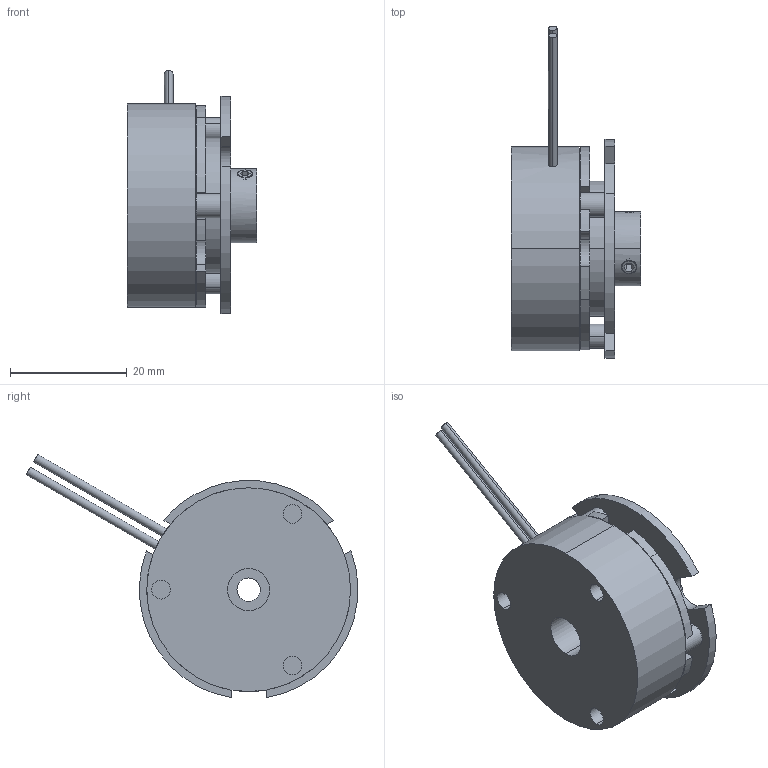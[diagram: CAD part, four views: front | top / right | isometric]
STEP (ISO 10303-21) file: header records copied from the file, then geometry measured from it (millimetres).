
FILE_DESCRIPTION (( 'STEP AP203' ), '1' );
FILE_NAME ('138_TSEB_WebAssy.STEP', '2017-02-23T19:08:56', ( 'Delete' ), ( 'Hewlett-Packard Company' ), 'SwSTEP 2.0', 'SolidWorks 2017', '' );
FILE_SCHEMA (( 'CONFIG_CONTROL_DESIGN' ));
Products named in the file (1): 138_TSEB_WebAssy
Bounding box: 22.19 x 56.82 x 41.65 mm (x, y, z)
Volume: 14618.6 mm3; surface area: 10740.8 mm2
Topology: 13 solids, 13 shells, 2159 faces, 5667 edges, 3540 vertices
Faces by surface type: cone 1300, cylinder 716, plane 113, torus 30
Entity records: 67758 total; most frequent: DIRECTION 13387, CARTESIAN_POINT 11561, ORIENTED_EDGE 11314, EDGE_CURVE 5657, AXIS2_PLACEMENT_3D 5584, VERTEX_POINT 3540, CIRCLE 3424, LINE 2219
